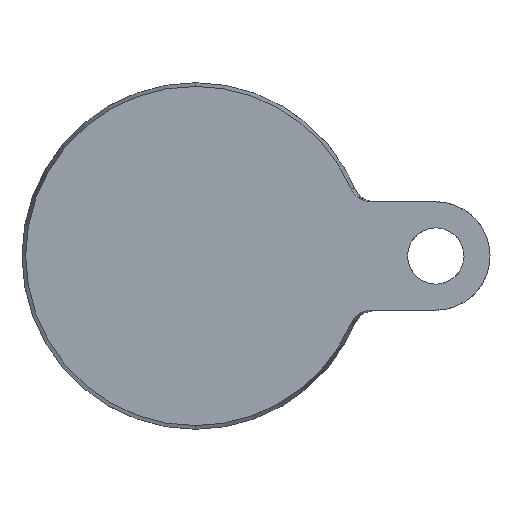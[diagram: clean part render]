
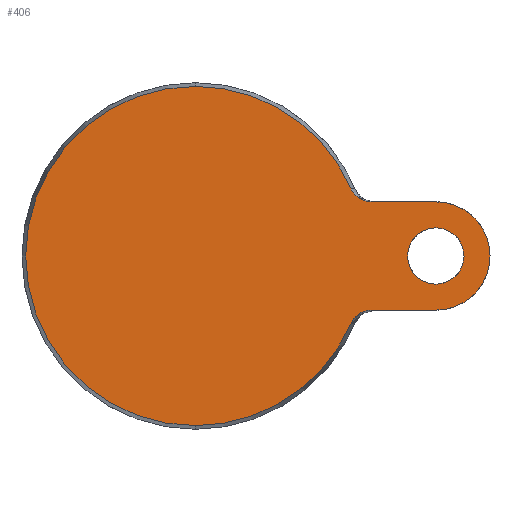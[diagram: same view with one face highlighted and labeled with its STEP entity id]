
A CAD part, front view. The second image highlights one B-rep face of the part: STEP entity #406.
In plain terms, the highlighted planar face has unit normal (0, -1, 0).
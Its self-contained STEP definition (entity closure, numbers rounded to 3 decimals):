
#27 = VECTOR ( 'NONE', #774, 1000. ) ;
#30 = VERTEX_POINT ( 'NONE', #1162 ) ;
#37 = EDGE_CURVE ( 'NONE', #116, #330, #388, .T. ) ;
#40 = DIRECTION ( 'NONE',  ( 0., -1., 0. ) ) ;
#95 = ORIENTED_EDGE ( 'NONE', *, *, #1071, .F. ) ;
#96 = CARTESIAN_POINT ( 'NONE',  ( 38.008, 0., 13.187 ) ) ;
#109 = CARTESIAN_POINT ( 'NONE',  ( 38.897, 0., 12.778 ) ) ;
#112 = DIRECTION ( 'NONE',  ( 0., 0., -1. ) ) ;
#116 = VERTEX_POINT ( 'NONE', #451 ) ;
#118 = CARTESIAN_POINT ( 'NONE',  ( 37.4, 0., 13.603 ) ) ;
#120 = EDGE_CURVE ( 'NONE', #1167, #116, #896, .T. ) ;
#121 = CARTESIAN_POINT ( 'NONE',  ( 37.397, 0., -13.606 ) ) ;
#131 = CIRCLE ( 'NONE', #386, 6.5 ) ;
#199 = AXIS2_PLACEMENT_3D ( 'NONE', #215, #1182, #224 ) ;
#209 = CARTESIAN_POINT ( 'NONE',  ( 37.032, 0., 13.927 ) ) ;
#212 = ORIENTED_EDGE ( 'NONE', *, *, #37, .T. ) ;
#214 = CARTESIAN_POINT ( 'NONE',  ( 37.598, 0., 13.453 ) ) ;
#215 = CARTESIAN_POINT ( 'NONE',  ( 0., 0., 0. ) ) ;
#217 = CARTESIAN_POINT ( 'NONE',  ( 40.085, 0., -12.5 ) ) ;
#224 = DIRECTION ( 'NONE',  ( 0., 0., -1. ) ) ;
#233 = CARTESIAN_POINT ( 'NONE',  ( 38.663, 0., -12.866 ) ) ;
#234 = ORIENTED_EDGE ( 'NONE', *, *, #1380, .T. ) ;
#247 = VERTEX_POINT ( 'NONE', #570 ) ;
#280 = ORIENTED_EDGE ( 'NONE', *, *, #1085, .F. ) ;
#298 = ORIENTED_EDGE ( 'NONE', *, *, #1007, .T. ) ;
#309 = CARTESIAN_POINT ( 'NONE',  ( 40.579, 0., 12.5 ) ) ;
#325 = CARTESIAN_POINT ( 'NONE',  ( 37.591, 0., -13.458 ) ) ;
#330 = VERTEX_POINT ( 'NONE', #384 ) ;
#334 = CARTESIAN_POINT ( 'NONE',  ( 38.218, 0., -13.072 ) ) ;
#337 = CARTESIAN_POINT ( 'NONE',  ( 0., 0., 0. ) ) ;
#366 = DIRECTION ( 'NONE',  ( 0., 0., -1. ) ) ;
#375 = PLANE ( 'NONE',  #497 ) ;
#384 = CARTESIAN_POINT ( 'NONE',  ( 0., 0., -39.143 ) ) ;
#386 = AXIS2_PLACEMENT_3D ( 'NONE', #781, #678, #1082 ) ;
#388 = CIRCLE ( 'NONE', #499, 39.143 ) ;
#391 = DIRECTION ( 'NONE',  ( 0., 1., 0. ) ) ;
#406 = ADVANCED_FACE ( 'NONE', ( #611, #515 ), #375, .F. ) ;
#419 = EDGE_CURVE ( 'NONE', #841, #589, #980, .T. ) ;
#420 = CARTESIAN_POINT ( 'NONE',  ( 38.221, 0., 13.07 ) ) ;
#427 = CARTESIAN_POINT ( 'NONE',  ( 36.388, 0., 14.659 ) ) ;
#446 = CARTESIAN_POINT ( 'NONE',  ( 36.124, 0., -15.081 ) ) ;
#451 = CARTESIAN_POINT ( 'NONE',  ( 0., 0., 39.143 ) ) ;
#452 = CARTESIAN_POINT ( 'NONE',  ( 38., 0., -13.192 ) ) ;
#461 = CARTESIAN_POINT ( 'NONE',  ( 15., 0., -12.5 ) ) ;
#466 = EDGE_CURVE ( 'NONE', #1275, #1167, #1191, .T. ) ;
#476 = VECTOR ( 'NONE', #676, 1000. ) ;
#497 = AXIS2_PLACEMENT_3D ( 'NONE', #691, #748, #1174 ) ;
#499 = AXIS2_PLACEMENT_3D ( 'NONE', #1373, #535, #112 ) ;
#515 = FACE_BOUND ( 'NONE', #538, .T. ) ;
#534 = CARTESIAN_POINT ( 'NONE',  ( 36.861, 0., 14.101 ) ) ;
#535 = DIRECTION ( 'NONE',  ( 0., -1., 0. ) ) ;
#538 = EDGE_LOOP ( 'NONE', ( #1014, #1158 ) ) ;
#539 = CARTESIAN_POINT ( 'NONE',  ( 55.5, 0., -6.5 ) ) ;
#540 = AXIS2_PLACEMENT_3D ( 'NONE', #337, #40, #969 ) ;
#547 = ORIENTED_EDGE ( 'NONE', *, *, #1171, .F. ) ;
#570 = CARTESIAN_POINT ( 'NONE',  ( 55.5, 0., -12.5 ) ) ;
#585 = ORIENTED_EDGE ( 'NONE', *, *, #120, .T. ) ;
#589 = VERTEX_POINT ( 'NONE', #764 ) ;
#603 = EDGE_CURVE ( 'NONE', #589, #841, #131, .T. ) ;
#611 = FACE_OUTER_BOUND ( 'NONE', #826, .T. ) ;
#624 = ORIENTED_EDGE ( 'NONE', *, *, #466, .T. ) ;
#626 = AXIS2_PLACEMENT_3D ( 'NONE', #1267, #645, #633 ) ;
#633 = DIRECTION ( 'NONE',  ( 0., 0., 1. ) ) ;
#645 = DIRECTION ( 'NONE',  ( 0., 1., 0. ) ) ;
#651 = CARTESIAN_POINT ( 'NONE',  ( 15., 0., 12.5 ) ) ;
#653 = CARTESIAN_POINT ( 'NONE',  ( 40.579, 0., 12.5 ) ) ;
#657 = CARTESIAN_POINT ( 'NONE',  ( 39.592, 0., -12.572 ) ) ;
#676 = DIRECTION ( 'NONE',  ( 1., 0., 0. ) ) ;
#678 = DIRECTION ( 'NONE',  ( 0., 1., 0. ) ) ;
#691 = CARTESIAN_POINT ( 'NONE',  ( -39.143, 0., 0. ) ) ;
#748 = DIRECTION ( 'NONE',  ( 0., 1., 0. ) ) ;
#764 = CARTESIAN_POINT ( 'NONE',  ( 55.5, 0., 6.5 ) ) ;
#774 = DIRECTION ( 'NONE',  ( -1., 0., 0. ) ) ;
#779 = LINE ( 'NONE', #461, #27 ) ;
#781 = CARTESIAN_POINT ( 'NONE',  ( 55.5, 0., 0. ) ) ;
#792 = VERTEX_POINT ( 'NONE', #859 ) ;
#826 = EDGE_LOOP ( 'NONE', ( #280, #624, #585, #212, #298, #234, #95, #547 ) ) ;
#841 = VERTEX_POINT ( 'NONE', #539 ) ;
#859 = CARTESIAN_POINT ( 'NONE',  ( 35.928, 0., -15.535 ) ) ;
#862 = CARTESIAN_POINT ( 'NONE',  ( 36.381, 0., -14.668 ) ) ;
#896 = CIRCLE ( 'NONE', #199, 39.143 ) ;
#917 = AXIS2_PLACEMENT_3D ( 'NONE', #1220, #391, #366 ) ;
#959 = CARTESIAN_POINT ( 'NONE',  ( 36.857, 0., -14.106 ) ) ;
#967 = CARTESIAN_POINT ( 'NONE',  ( 35.928, 0., -15.535 ) ) ;
#969 = DIRECTION ( 'NONE',  ( 0., 0., -1. ) ) ;
#980 = CIRCLE ( 'NONE', #626, 6.5 ) ;
#1007 = EDGE_CURVE ( 'NONE', #330, #792, #1138, .T. ) ;
#1009 = CARTESIAN_POINT ( 'NONE',  ( 35.928, 0., 15.535 ) ) ;
#1014 = ORIENTED_EDGE ( 'NONE', *, *, #419, .T. ) ;
#1070 = CARTESIAN_POINT ( 'NONE',  ( 40.085, 0., 12.5 ) ) ;
#1071 = EDGE_CURVE ( 'NONE', #247, #1288, #779, .T. ) ;
#1073 = CARTESIAN_POINT ( 'NONE',  ( 40.579, 0., -12.5 ) ) ;
#1082 = DIRECTION ( 'NONE',  ( 0., 0., 1. ) ) ;
#1085 = EDGE_CURVE ( 'NONE', #1275, #30, #1199, .T. ) ;
#1138 = CIRCLE ( 'NONE', #540, 39.143 ) ;
#1146 = CARTESIAN_POINT ( 'NONE',  ( 40.579, 0., -12.5 ) ) ;
#1150 = CARTESIAN_POINT ( 'NONE',  ( 38.665, 0., 12.866 ) ) ;
#1158 = ORIENTED_EDGE ( 'NONE', *, *, #603, .T. ) ;
#1159 = CARTESIAN_POINT ( 'NONE',  ( 35.928, 0., 15.535 ) ) ;
#1161 = CIRCLE ( 'NONE', #917, 12.5 ) ;
#1162 = CARTESIAN_POINT ( 'NONE',  ( 55.5, 0., 12.5 ) ) ;
#1167 = VERTEX_POINT ( 'NONE', #1009 ) ;
#1168 = CARTESIAN_POINT ( 'NONE',  ( 36.124, 0., 15.081 ) ) ;
#1171 = EDGE_CURVE ( 'NONE', #30, #247, #1161, .T. ) ;
#1174 = DIRECTION ( 'NONE',  ( 0., 0., 1. ) ) ;
#1182 = DIRECTION ( 'NONE',  ( 0., -1., 0. ) ) ;
#1191 = B_SPLINE_CURVE_WITH_KNOTS ( 'NONE', 3,
 ( #653, #1070, #1371, #109, #1150, #420, #96, #214, #118, #209, #534, #427, #1168, #1159 ),
 .UNSPECIFIED., .F., .F.,
 ( 4, 2, 2, 2, 2, 2, 4 ),
 ( 0., 0.001, 0.002, 0.003, 0.004, 0.004, 0.006 ),
 .UNSPECIFIED. ) ;
#1199 = LINE ( 'NONE', #651, #476 ) ;
#1220 = CARTESIAN_POINT ( 'NONE',  ( 55.5, 0., 0. ) ) ;
#1267 = CARTESIAN_POINT ( 'NONE',  ( 55.5, 0., 0. ) ) ;
#1275 = VERTEX_POINT ( 'NONE', #309 ) ;
#1288 = VERTEX_POINT ( 'NONE', #1146 ) ;
#1293 = CARTESIAN_POINT ( 'NONE',  ( 37.031, 0., -13.929 ) ) ;
#1300 = CARTESIAN_POINT ( 'NONE',  ( 38.891, 0., -12.781 ) ) ;
#1323 = B_SPLINE_CURVE_WITH_KNOTS ( 'NONE', 3,
 ( #967, #446, #862, #959, #1293, #121, #325, #452, #334, #233, #1300, #657, #217, #1073 ),
 .UNSPECIFIED., .F., .F.,
 ( 4, 2, 2, 2, 2, 2, 4 ),
 ( 0., 0.001, 0.002, 0.003, 0.004, 0.004, 0.006 ),
 .UNSPECIFIED. ) ;
#1371 = CARTESIAN_POINT ( 'NONE',  ( 39.603, 0., 12.57 ) ) ;
#1373 = CARTESIAN_POINT ( 'NONE',  ( 0., 0., 0. ) ) ;
#1380 = EDGE_CURVE ( 'NONE', #792, #1288, #1323, .T. ) ;
